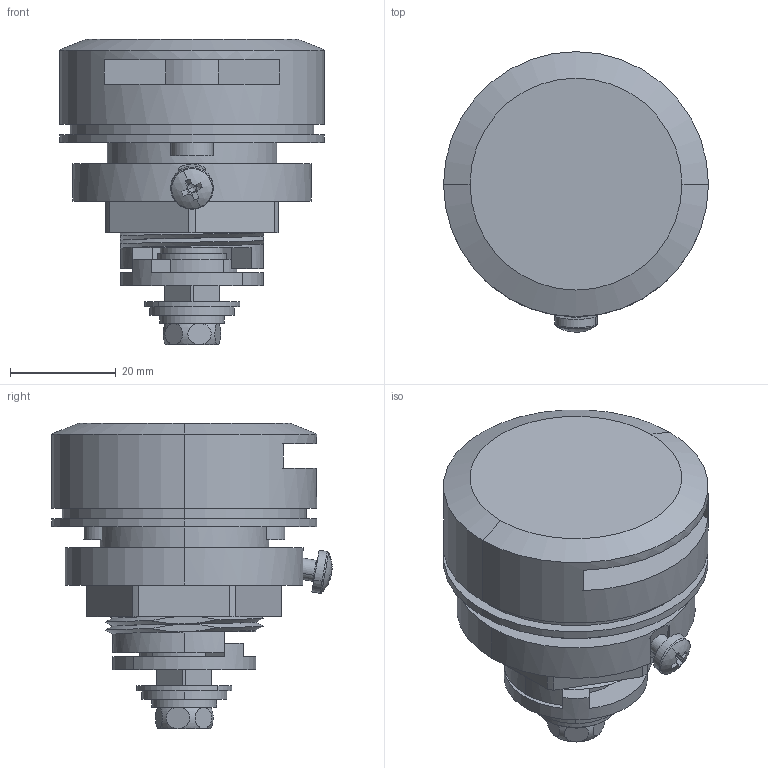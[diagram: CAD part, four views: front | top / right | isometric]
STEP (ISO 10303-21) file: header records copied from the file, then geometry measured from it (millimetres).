
FILE_DESCRIPTION (( 'STEP AP203' ), '1' );
FILE_NAME ('A-310-2_.STEP', '2006-06-07T04:21:32', ( ' ' ), ( ' ' ), 'SwSTEP 2.0', 'SolidWorks 2005204', '' );
FILE_SCHEMA (( 'CONFIG_CONTROL_DESIGN' ));
Length unit declared in the file: millimetre
Products named in the file (11): A-310-2杮懱_岞_棉太倌; スプリングワッシャーM6_JIS B 1251 No.2 6; A-310-2僫僢僩_岞_棉太倌; A-310-2_; A-310-2庴嵗_岞_棉太倌; A-310-2僗僩僢僷乕_棉太倌; A-310-2僷僢僉儞_棉太倌; 仩8僗儁乕僒乕_冇18亊仩8亊t1; 廫帤寠晅偒榋妏儃儖僩M6_M6亊10; 暯儚僢僔儍乕M6暲娵_M6-冇16亊冇6.3亊t1.6; 廫帤寠晅側傋偹偠M4_M4亊10
Assembly tree (10 placements, depth 2):
  A-310-2_
    A-310-2庴嵗_岞_棉太倌
    暯儚僢僔儍乕M6暲娵_M6-冇16亊冇6.3亊t1.6
    廫帤寠晅偒榋妏儃儖僩M6_M6亊10
    A-310-2僗僩僢僷乕_棉太倌
    廫帤寠晅側傋偹偠M4_M4亊10
    A-310-2僷僢僉儞_棉太倌
    スプリングワッシャーM6_JIS B 1251 No.2 6
    A-310-2杮懱_岞_棉太倌
    A-310-2僫僢僩_岞_棉太倌
    仩8僗儁乕僒乕_冇18亊仩8亊t1
Bounding box: 50 x 52.93 x 57.6 mm (x, y, z)
Volume: 50772.7 mm3; surface area: 32846.2 mm2
Topology: 10 solids, 10 shells, 323 faces, 736 edges, 448 vertices
Faces by surface type: plane 141, cylinder 111, bspline 47, cone 12, torus 10, sphere 2
Entity records: 13129 total; most frequent: CARTESIAN_POINT 5134, ORIENTED_EDGE 1464, DIRECTION 1375, EDGE_CURVE 732, AXIS2_PLACEMENT_3D 540, VERTEX_POINT 448, EDGE_LOOP 356, ADVANCED_FACE 323
